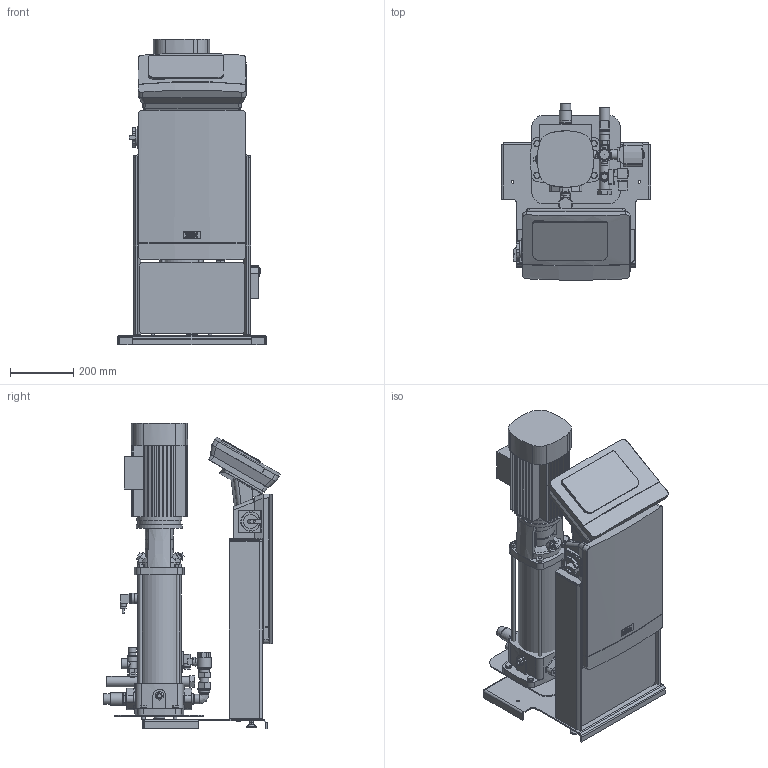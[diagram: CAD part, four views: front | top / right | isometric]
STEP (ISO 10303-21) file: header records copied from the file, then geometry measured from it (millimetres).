
FILE_DESCRIPTION(/* description */ (''),/* implementation_level */ '2;1');
FILE_NAME(/* name */ '3d_VariomatVS1-1_140-8910500.stp',/* time_stamp */ '2015-12-08T10:30:03+01:00',/* author */ ('Andrzej'),/* organization */ (''),/* preprocessor_version */ 'ST-DEVELOPER v15.5',/* originating_system */ 'AutoCAD Mechanical',/* authorisation */ '');
FILE_SCHEMA (('AUTOMOTIVE_DESIGN { 1 0 10303 214 3 1 1 }'));
Length unit declared in the file: millimetre
Products named in the file (1): Product
Bounding box: 470 x 556.23 x 964.5 mm (x, y, z)
Volume: 46186136.4 mm3; surface area: 3789864.1 mm2
Topology: 130 solids, 130 shells, 3255 faces, 7885 edges, 5202 vertices
Faces by surface type: plane 2321, cylinder 805, torus 60, cone 51, bspline 17, sphere 1
Full cylindrical faces by diameter (mm): 5 x2, 5.095 x18, 5.4 x6, 5.5 x12, 6 x5, 6.2 x2, 6.4 x1, 8 x8, 8.5 x2, 9 x16, 10 x1, 10.198 x4, 10.5 x9, 10.76 x4, 10.8 x1, 11 x4, 11.2 x18, 11.63 x2, 12 x2, 13 x4, 13.5 x8, 14 x4, 14.63 x4, 15 x6, 16 x26, 16.02 x4, 16.031 x4, 17 x11, 17.5 x22, 18.5 x1
Entity records: 93408 total; most frequent: CARTESIAN_POINT 18126, DIRECTION 15509, ORIENTED_EDGE 14594, EDGE_CURVE 7296, LINE 5207, VECTOR 5207, AXIS2_PLACEMENT_3D 5151, VERTEX_POINT 5060
